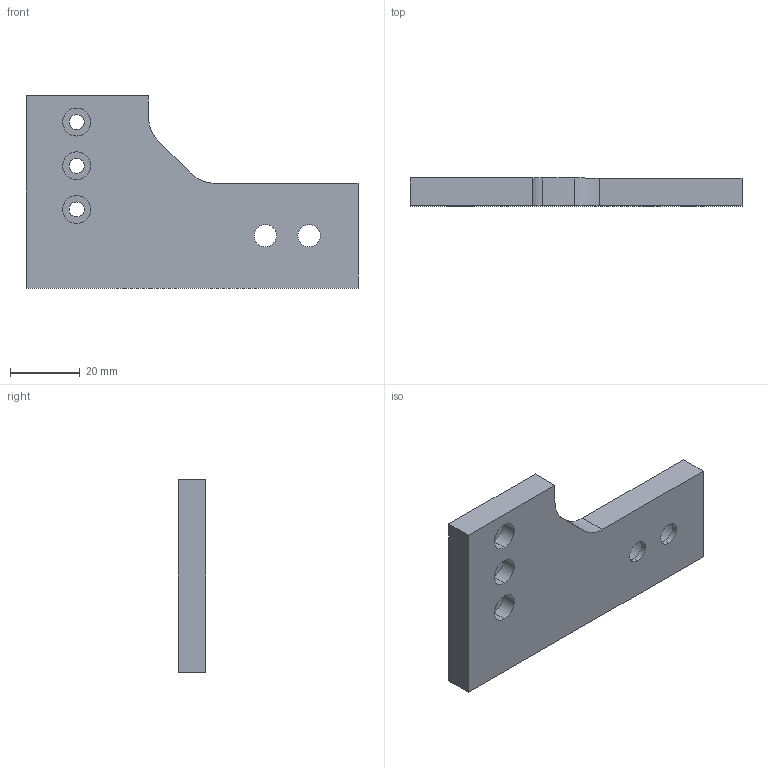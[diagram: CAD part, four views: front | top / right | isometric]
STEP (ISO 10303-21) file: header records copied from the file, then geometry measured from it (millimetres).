
FILE_DESCRIPTION (( 'STEP AP214' ), '1' );
FILE_NAME ('LID2021022.STEP', '2021-12-10T13:57:04', ( '' ), ( '' ), 'SwSTEP 2.0', 'SolidWorks 2021', '' );
FILE_SCHEMA (( 'AUTOMOTIVE_DESIGN' ));
Length unit declared in the file: millimetre
Products named in the file (1): LID2021022
Bounding box: 95 x 8 x 55 mm (x, y, z)
Volume: 28594.7 mm3; surface area: 10774.9 mm2
Topology: 1 solids, 1 shells, 36 faces, 87 edges, 58 vertices
Faces by surface type: cylinder 22, plane 14
Entity records: 1129 total; most frequent: DIRECTION 205, CARTESIAN_POINT 182, ORIENTED_EDGE 174, EDGE_CURVE 87, AXIS2_PLACEMENT_3D 81, VERTEX_POINT 58, EDGE_LOOP 51, CIRCLE 44
